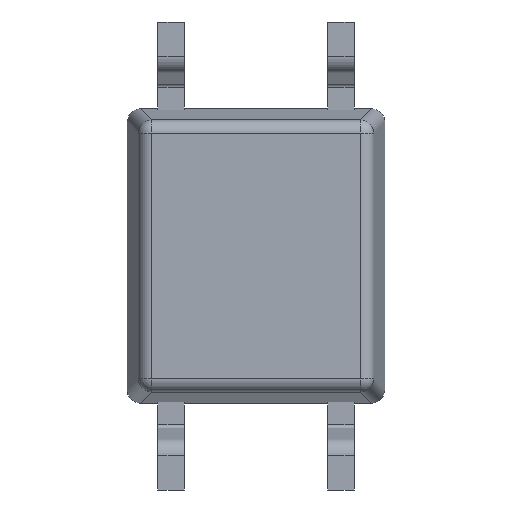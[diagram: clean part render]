
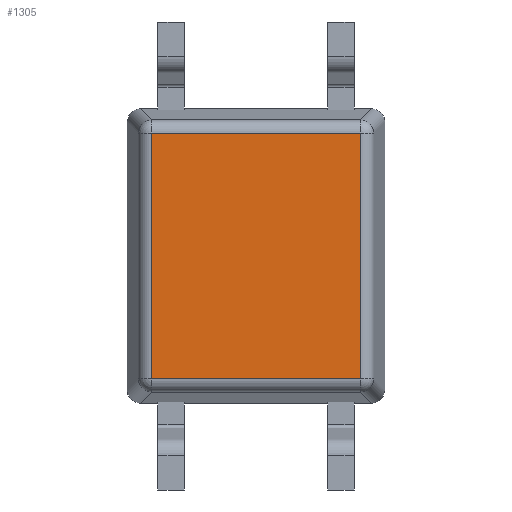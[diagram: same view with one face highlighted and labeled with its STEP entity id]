
A CAD part, front view. The second image highlights one B-rep face of the part: STEP entity #1305.
In plain terms, the highlighted planar face has unit normal (0, -1, 0).
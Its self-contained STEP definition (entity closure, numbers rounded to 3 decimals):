
#16 = VERTEX_POINT ( 'NONE', #2894 ) ;
#342 = VECTOR ( 'NONE', #973, 1000. ) ;
#382 = AXIS2_PLACEMENT_3D ( 'NONE', #2081, #1506, #1798 ) ;
#398 = VERTEX_POINT ( 'NONE', #2384 ) ;
#469 = VERTEX_POINT ( 'NONE', #2424 ) ;
#485 = CARTESIAN_POINT ( 'NONE',  ( -1.563, -1.1, -1.838 ) ) ;
#502 = PLANE ( 'NONE',  #382 ) ;
#801 = EDGE_LOOP ( 'NONE', ( #2354, #2536, #1412, #3211 ) ) ;
#841 = DIRECTION ( 'NONE',  ( -1., 0., 0. ) ) ;
#876 = VECTOR ( 'NONE', #841, 1000. ) ;
#973 = DIRECTION ( 'NONE',  ( 0., 0., 1. ) ) ;
#1280 = LINE ( 'NONE', #1641, #876 ) ;
#1304 = VERTEX_POINT ( 'NONE', #485 ) ;
#1305 = ADVANCED_FACE ( 'NONE', ( #2374 ), #502, .F. ) ;
#1412 = ORIENTED_EDGE ( 'NONE', *, *, #2552, .T. ) ;
#1504 = DIRECTION ( 'NONE',  ( 0., 0., -1. ) ) ;
#1506 = DIRECTION ( 'NONE',  ( 0., 1., 0. ) ) ;
#1641 = CARTESIAN_POINT ( 'NONE',  ( -1.731, -1.1, 1.838 ) ) ;
#1707 = VECTOR ( 'NONE', #1504, 1000. ) ;
#1763 = EDGE_CURVE ( 'NONE', #398, #16, #3338, .T. ) ;
#1798 = DIRECTION ( 'NONE',  ( 0., 0., 1. ) ) ;
#2011 = LINE ( 'NONE', #2087, #1707 ) ;
#2081 = CARTESIAN_POINT ( 'NONE',  ( 0., -1.1, 0. ) ) ;
#2087 = CARTESIAN_POINT ( 'NONE',  ( -1.563, -1.1, -2.006 ) ) ;
#2354 = ORIENTED_EDGE ( 'NONE', *, *, #1763, .T. ) ;
#2374 = FACE_OUTER_BOUND ( 'NONE', #801, .T. ) ;
#2384 = CARTESIAN_POINT ( 'NONE',  ( 1.563, -1.1, -1.838 ) ) ;
#2399 = CARTESIAN_POINT ( 'NONE',  ( 1.563, -1.1, 2.006 ) ) ;
#2424 = CARTESIAN_POINT ( 'NONE',  ( -1.563, -1.1, 1.838 ) ) ;
#2513 = EDGE_CURVE ( 'NONE', #1304, #398, #2943, .T. ) ;
#2536 = ORIENTED_EDGE ( 'NONE', *, *, #2986, .T. ) ;
#2552 = EDGE_CURVE ( 'NONE', #469, #1304, #2011, .T. ) ;
#2602 = CARTESIAN_POINT ( 'NONE',  ( 1.731, -1.1, -1.838 ) ) ;
#2894 = CARTESIAN_POINT ( 'NONE',  ( 1.563, -1.1, 1.838 ) ) ;
#2943 = LINE ( 'NONE', #2602, #3416 ) ;
#2986 = EDGE_CURVE ( 'NONE', #16, #469, #1280, .T. ) ;
#3211 = ORIENTED_EDGE ( 'NONE', *, *, #2513, .T. ) ;
#3338 = LINE ( 'NONE', #2399, #342 ) ;
#3416 = VECTOR ( 'NONE', #3456, 1000. ) ;
#3456 = DIRECTION ( 'NONE',  ( 1., 0., 0. ) ) ;
